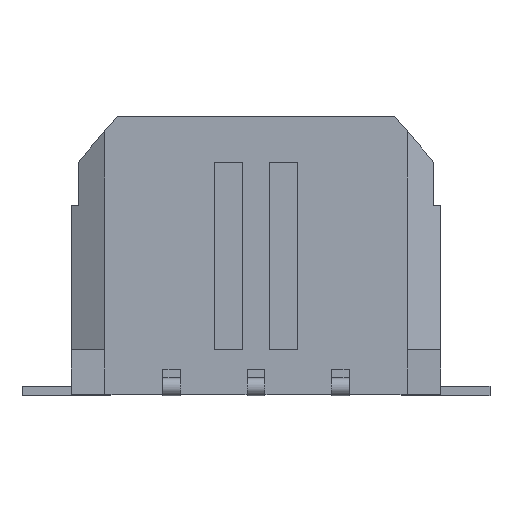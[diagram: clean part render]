
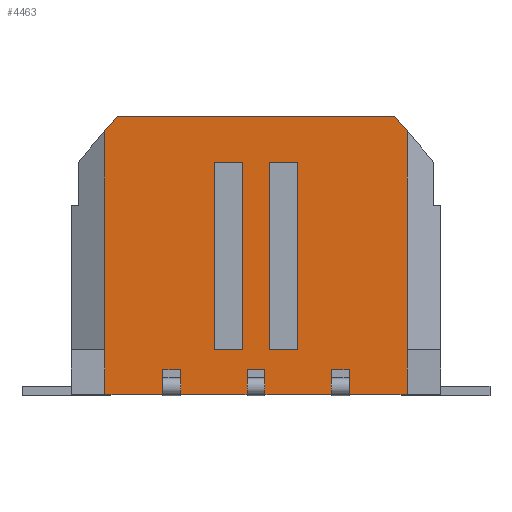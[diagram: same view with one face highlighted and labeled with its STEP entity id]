
A CAD part, front view. The second image highlights one B-rep face of the part: STEP entity #4463.
In plain terms, the highlighted planar face has unit normal (0, -1, 0).
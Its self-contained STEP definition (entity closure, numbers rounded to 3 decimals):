
#53=DIRECTION('',(1.,0.,0.));
#54=VECTOR('',#53,1.);
#55=CARTESIAN_POINT('',(-1.475,-3.43,3.315));
#56=LINE('',#55,#54);
#57=DIRECTION('',(0.,0.,1.));
#58=VECTOR('',#57,6.67);
#59=CARTESIAN_POINT('',(-1.475,-3.43,-3.355));
#60=LINE('',#59,#58);
#61=DIRECTION('',(1.,0.,0.));
#62=VECTOR('',#61,1.);
#63=CARTESIAN_POINT('',(-1.475,-3.43,-3.355));
#64=LINE('',#63,#62);
#65=DIRECTION('',(0.,0.,1.));
#66=VECTOR('',#65,6.67);
#67=CARTESIAN_POINT('',(-0.475,-3.43,-3.355));
#68=LINE('',#67,#66);
#69=DIRECTION('',(1.,0.,0.));
#70=VECTOR('',#69,1.);
#71=CARTESIAN_POINT('',(0.475,-3.43,3.315));
#72=LINE('',#71,#70);
#73=DIRECTION('',(0.,0.,1.));
#74=VECTOR('',#73,6.67);
#75=CARTESIAN_POINT('',(0.475,-3.43,-3.355));
#76=LINE('',#75,#74);
#77=DIRECTION('',(1.,0.,0.));
#78=VECTOR('',#77,1.);
#79=CARTESIAN_POINT('',(0.475,-3.43,-3.355));
#80=LINE('',#79,#78);
#81=DIRECTION('',(0.,0.,1.));
#82=VECTOR('',#81,6.67);
#83=CARTESIAN_POINT('',(1.475,-3.43,-3.355));
#84=LINE('',#83,#82);
#85=DIRECTION('',(0.,0.,1.));
#86=VECTOR('',#85,0.64);
#87=CARTESIAN_POINT('',(-2.68,-3.43,-4.714));
#88=LINE('',#87,#86);
#89=DIRECTION('',(0.,0.,1.));
#90=VECTOR('',#89,0.64);
#91=CARTESIAN_POINT('',(-3.32,-3.43,-4.714));
#92=LINE('',#91,#90);
#93=DIRECTION('',(0.,0.,-1.));
#94=VECTOR('',#93,0.241);
#95=CARTESIAN_POINT('',(-3.32,-3.43,-4.714));
#96=LINE('',#95,#94);
#97=DIRECTION('',(0.,0.,-1.));
#98=VECTOR('',#97,7.783);
#99=CARTESIAN_POINT('',(-5.375,-3.43,4.428));
#100=LINE('',#99,#98);
#101=DIRECTION('',(-0.649,0.,-0.761));
#102=VECTOR('',#101,0.693);
#103=CARTESIAN_POINT('',(-4.925,-3.43,4.955));
#104=LINE('',#103,#102);
#105=DIRECTION('',(1.,0.,0.));
#106=VECTOR('',#105,9.85);
#107=CARTESIAN_POINT('',(-4.925,-3.43,4.955));
#108=LINE('',#107,#106);
#109=DIRECTION('',(-0.649,0.,0.761));
#110=VECTOR('',#109,0.693);
#111=CARTESIAN_POINT('',(5.375,-3.43,4.428));
#112=LINE('',#111,#110);
#113=DIRECTION('',(0.,0.,-1.));
#114=VECTOR('',#113,7.783);
#115=CARTESIAN_POINT('',(5.375,-3.43,4.428));
#116=LINE('',#115,#114);
#117=DIRECTION('',(0.,0.,-1.));
#118=VECTOR('',#117,1.6);
#119=CARTESIAN_POINT('',(5.375,-3.43,-3.355));
#120=LINE('',#119,#118);
#121=DIRECTION('',(0.,0.,-1.));
#122=VECTOR('',#121,0.241);
#123=CARTESIAN_POINT('',(3.32,-3.43,-4.714));
#124=LINE('',#123,#122);
#125=DIRECTION('',(0.,0.,1.));
#126=VECTOR('',#125,0.64);
#127=CARTESIAN_POINT('',(3.32,-3.43,-4.714));
#128=LINE('',#127,#126);
#129=DIRECTION('',(0.,0.,1.));
#130=VECTOR('',#129,0.64);
#131=CARTESIAN_POINT('',(2.68,-3.43,-4.714));
#132=LINE('',#131,#130);
#133=DIRECTION('',(0.,0.,-1.));
#134=VECTOR('',#133,0.241);
#135=CARTESIAN_POINT('',(2.68,-3.43,-4.714));
#136=LINE('',#135,#134);
#137=DIRECTION('',(0.,0.,-1.));
#138=VECTOR('',#137,0.241);
#139=CARTESIAN_POINT('',(0.32,-3.43,-4.714));
#140=LINE('',#139,#138);
#141=DIRECTION('',(0.,0.,1.));
#142=VECTOR('',#141,0.64);
#143=CARTESIAN_POINT('',(0.32,-3.43,-4.714));
#144=LINE('',#143,#142);
#145=DIRECTION('',(0.,0.,1.));
#146=VECTOR('',#145,0.64);
#147=CARTESIAN_POINT('',(-0.32,-3.43,-4.714));
#148=LINE('',#147,#146);
#149=DIRECTION('',(0.,0.,-1.));
#150=VECTOR('',#149,0.241);
#151=CARTESIAN_POINT('',(-0.32,-3.43,-4.714));
#152=LINE('',#151,#150);
#153=DIRECTION('',(0.,0.,-1.));
#154=VECTOR('',#153,0.241);
#155=CARTESIAN_POINT('',(-2.68,-3.43,-4.714));
#156=LINE('',#155,#154);
#1023=DIRECTION('',(-1.,0.,0.));
#1024=VECTOR('',#1023,0.64);
#1025=CARTESIAN_POINT('',(-2.68,-3.43,-4.074));
#1026=LINE('',#1025,#1024);
#2279=DIRECTION('',(-1.,0.,0.));
#2280=VECTOR('',#2279,0.64);
#2281=CARTESIAN_POINT('',(3.32,-3.43,-4.074));
#2282=LINE('',#2281,#2280);
#2343=DIRECTION('',(-1.,0.,0.));
#2344=VECTOR('',#2343,2.055);
#2345=CARTESIAN_POINT('',(-3.32,-3.43,-4.955));
#2346=LINE('',#2345,#2344);
#2355=DIRECTION('',(-1.,0.,0.));
#2356=VECTOR('',#2355,2.36);
#2357=CARTESIAN_POINT('',(-0.32,-3.43,-4.955));
#2358=LINE('',#2357,#2356);
#2363=DIRECTION('',(-1.,0.,0.));
#2364=VECTOR('',#2363,2.055);
#2365=CARTESIAN_POINT('',(5.375,-3.43,-4.955));
#2366=LINE('',#2365,#2364);
#2379=DIRECTION('',(-1.,0.,0.));
#2380=VECTOR('',#2379,2.36);
#2381=CARTESIAN_POINT('',(2.68,-3.43,-4.955));
#2382=LINE('',#2381,#2380);
#2383=DIRECTION('',(0.,0.,-1.));
#2384=VECTOR('',#2383,1.6);
#2385=CARTESIAN_POINT('',(-5.375,-3.43,-3.355));
#2386=LINE('',#2385,#2384);
#2671=DIRECTION('',(-1.,0.,0.));
#2672=VECTOR('',#2671,0.64);
#2673=CARTESIAN_POINT('',(0.32,-3.43,-4.074));
#2674=LINE('',#2673,#2672);
#3267=CARTESIAN_POINT('',(-4.925,-3.43,4.955));
#3268=CARTESIAN_POINT('',(4.925,-3.43,4.955));
#3269=VERTEX_POINT('',#3267);
#3270=VERTEX_POINT('',#3268);
#3363=CARTESIAN_POINT('',(-2.68,-3.43,-4.955));
#3365=VERTEX_POINT('',#3363);
#3367=CARTESIAN_POINT('',(-3.32,-3.43,-4.955));
#3369=VERTEX_POINT('',#3367);
#3371=CARTESIAN_POINT('',(0.32,-3.43,-4.955));
#3373=VERTEX_POINT('',#3371);
#3375=CARTESIAN_POINT('',(-0.32,-3.43,-4.955));
#3377=VERTEX_POINT('',#3375);
#3387=CARTESIAN_POINT('',(3.32,-3.43,-4.955));
#3389=VERTEX_POINT('',#3387);
#3391=CARTESIAN_POINT('',(2.68,-3.43,-4.955));
#3393=VERTEX_POINT('',#3391);
#3404=CARTESIAN_POINT('',(5.375,-3.43,-3.355));
#3406=VERTEX_POINT('',#3404);
#3408=CARTESIAN_POINT('',(-5.375,-3.43,-3.355));
#3410=VERTEX_POINT('',#3408);
#3417=CARTESIAN_POINT('',(5.375,-3.43,-4.955));
#3418=VERTEX_POINT('',#3417);
#3419=CARTESIAN_POINT('',(-5.375,-3.43,-4.955));
#3420=VERTEX_POINT('',#3419);
#3493=CARTESIAN_POINT('',(3.32,-3.43,-4.714));
#3494=CARTESIAN_POINT('',(3.32,-3.43,-4.074));
#3495=VERTEX_POINT('',#3493);
#3496=VERTEX_POINT('',#3494);
#3497=CARTESIAN_POINT('',(2.68,-3.43,-4.714));
#3498=CARTESIAN_POINT('',(2.68,-3.43,-4.074));
#3499=VERTEX_POINT('',#3497);
#3500=VERTEX_POINT('',#3498);
#3609=CARTESIAN_POINT('',(-1.475,-3.43,3.315));
#3610=CARTESIAN_POINT('',(-0.475,-3.43,3.315));
#3611=VERTEX_POINT('',#3609);
#3612=VERTEX_POINT('',#3610);
#3613=CARTESIAN_POINT('',(0.475,-3.43,3.315));
#3614=CARTESIAN_POINT('',(1.475,-3.43,3.315));
#3615=VERTEX_POINT('',#3613);
#3616=VERTEX_POINT('',#3614);
#3617=CARTESIAN_POINT('',(-1.475,-3.43,-3.355));
#3618=CARTESIAN_POINT('',(-0.475,-3.43,-3.355));
#3619=VERTEX_POINT('',#3617);
#3620=VERTEX_POINT('',#3618);
#3621=CARTESIAN_POINT('',(0.475,-3.43,-3.355));
#3622=CARTESIAN_POINT('',(1.475,-3.43,-3.355));
#3623=VERTEX_POINT('',#3621);
#3624=VERTEX_POINT('',#3622);
#3837=CARTESIAN_POINT('',(5.375,-3.43,4.428));
#3838=VERTEX_POINT('',#3837);
#3839=CARTESIAN_POINT('',(-5.375,-3.43,4.428));
#3840=VERTEX_POINT('',#3839);
#4059=CARTESIAN_POINT('',(0.32,-3.43,-4.714));
#4060=CARTESIAN_POINT('',(0.32,-3.43,-4.074));
#4061=VERTEX_POINT('',#4059);
#4062=VERTEX_POINT('',#4060);
#4063=CARTESIAN_POINT('',(-0.32,-3.43,-4.714));
#4064=CARTESIAN_POINT('',(-0.32,-3.43,-4.074));
#4065=VERTEX_POINT('',#4063);
#4066=VERTEX_POINT('',#4064);
#4187=CARTESIAN_POINT('',(-2.68,-3.43,-4.714));
#4188=CARTESIAN_POINT('',(-2.68,-3.43,-4.074));
#4189=VERTEX_POINT('',#4187);
#4190=VERTEX_POINT('',#4188);
#4191=CARTESIAN_POINT('',(-3.32,-3.43,-4.714));
#4192=CARTESIAN_POINT('',(-3.32,-3.43,-4.074));
#4193=VERTEX_POINT('',#4191);
#4194=VERTEX_POINT('',#4192);
#4385=CARTESIAN_POINT('',(-6.325,-3.43,4.955));
#4386=DIRECTION('',(0.,-1.,0.));
#4387=DIRECTION('',(0.,0.,-1.));
#4388=AXIS2_PLACEMENT_3D('',#4385,#4386,#4387);
#4389=PLANE('',#4388);
#4391=ORIENTED_EDGE('',*,*,#4390,.T.);
#4393=ORIENTED_EDGE('',*,*,#4392,.T.);
#4395=ORIENTED_EDGE('',*,*,#4394,.F.);
#4397=ORIENTED_EDGE('',*,*,#4396,.T.);
#4399=ORIENTED_EDGE('',*,*,#4398,.T.);
#4401=ORIENTED_EDGE('',*,*,#4400,.F.);
#4402=ORIENTED_EDGE('',*,*,#4372,.F.);
#4404=ORIENTED_EDGE('',*,*,#4403,.F.);
#4406=ORIENTED_EDGE('',*,*,#4405,.T.);
#4408=ORIENTED_EDGE('',*,*,#4407,.F.);
#4410=ORIENTED_EDGE('',*,*,#4409,.T.);
#4412=ORIENTED_EDGE('',*,*,#4411,.T.);
#4414=ORIENTED_EDGE('',*,*,#4413,.T.);
#4416=ORIENTED_EDGE('',*,*,#4415,.F.);
#4418=ORIENTED_EDGE('',*,*,#4417,.T.);
#4420=ORIENTED_EDGE('',*,*,#4419,.T.);
#4422=ORIENTED_EDGE('',*,*,#4421,.F.);
#4424=ORIENTED_EDGE('',*,*,#4423,.T.);
#4426=ORIENTED_EDGE('',*,*,#4425,.T.);
#4428=ORIENTED_EDGE('',*,*,#4427,.F.);
#4430=ORIENTED_EDGE('',*,*,#4429,.T.);
#4432=ORIENTED_EDGE('',*,*,#4431,.T.);
#4434=ORIENTED_EDGE('',*,*,#4433,.F.);
#4436=ORIENTED_EDGE('',*,*,#4435,.T.);
#4438=ORIENTED_EDGE('',*,*,#4437,.T.);
#4440=ORIENTED_EDGE('',*,*,#4439,.F.);
#4441=EDGE_LOOP('',(#4391,#4393,#4395,#4397,#4399,#4401,#4402,#4404,#4406,#4408,
#4410,#4412,#4414,#4416,#4418,#4420,#4422,#4424,#4426,#4428,#4430,#4432,#4434,
#4436,#4438,#4440));
#4442=FACE_OUTER_BOUND('',#4441,.F.);
#4444=ORIENTED_EDGE('',*,*,#4443,.F.);
#4446=ORIENTED_EDGE('',*,*,#4445,.F.);
#4448=ORIENTED_EDGE('',*,*,#4447,.T.);
#4450=ORIENTED_EDGE('',*,*,#4449,.T.);
#4451=EDGE_LOOP('',(#4444,#4446,#4448,#4450));
#4452=FACE_BOUND('',#4451,.F.);
#4454=ORIENTED_EDGE('',*,*,#4453,.F.);
#4456=ORIENTED_EDGE('',*,*,#4455,.F.);
#4458=ORIENTED_EDGE('',*,*,#4457,.T.);
#4460=ORIENTED_EDGE('',*,*,#4459,.T.);
#4461=EDGE_LOOP('',(#4454,#4456,#4458,#4460));
#4462=FACE_BOUND('',#4461,.F.);
#4463=ADVANCED_FACE('',(#4442,#4452,#4462),#4389,.T.);
#4372=EDGE_CURVE('',#3840,#3410,#100,.T.);
#4390=EDGE_CURVE('',#4189,#4190,#88,.T.);
#4392=EDGE_CURVE('',#4190,#4194,#1026,.T.);
#4394=EDGE_CURVE('',#4193,#4194,#92,.T.);
#4396=EDGE_CURVE('',#4193,#3369,#96,.T.);
#4398=EDGE_CURVE('',#3369,#3420,#2346,.T.);
#4400=EDGE_CURVE('',#3410,#3420,#2386,.T.);
#4403=EDGE_CURVE('',#3269,#3840,#104,.T.);
#4405=EDGE_CURVE('',#3269,#3270,#108,.T.);
#4407=EDGE_CURVE('',#3838,#3270,#112,.T.);
#4409=EDGE_CURVE('',#3838,#3406,#116,.T.);
#4411=EDGE_CURVE('',#3406,#3418,#120,.T.);
#4413=EDGE_CURVE('',#3418,#3389,#2366,.T.);
#4415=EDGE_CURVE('',#3495,#3389,#124,.T.);
#4417=EDGE_CURVE('',#3495,#3496,#128,.T.);
#4419=EDGE_CURVE('',#3496,#3500,#2282,.T.);
#4421=EDGE_CURVE('',#3499,#3500,#132,.T.);
#4423=EDGE_CURVE('',#3499,#3393,#136,.T.);
#4425=EDGE_CURVE('',#3393,#3373,#2382,.T.);
#4427=EDGE_CURVE('',#4061,#3373,#140,.T.);
#4429=EDGE_CURVE('',#4061,#4062,#144,.T.);
#4431=EDGE_CURVE('',#4062,#4066,#2674,.T.);
#4433=EDGE_CURVE('',#4065,#4066,#148,.T.);
#4435=EDGE_CURVE('',#4065,#3377,#152,.T.);
#4437=EDGE_CURVE('',#3377,#3365,#2358,.T.);
#4439=EDGE_CURVE('',#4189,#3365,#156,.T.);
#4443=EDGE_CURVE('',#3615,#3616,#72,.T.);
#4445=EDGE_CURVE('',#3623,#3615,#76,.T.);
#4447=EDGE_CURVE('',#3623,#3624,#80,.T.);
#4449=EDGE_CURVE('',#3624,#3616,#84,.T.);
#4453=EDGE_CURVE('',#3611,#3612,#56,.T.);
#4455=EDGE_CURVE('',#3619,#3611,#60,.T.);
#4457=EDGE_CURVE('',#3619,#3620,#64,.T.);
#4459=EDGE_CURVE('',#3620,#3612,#68,.T.);
